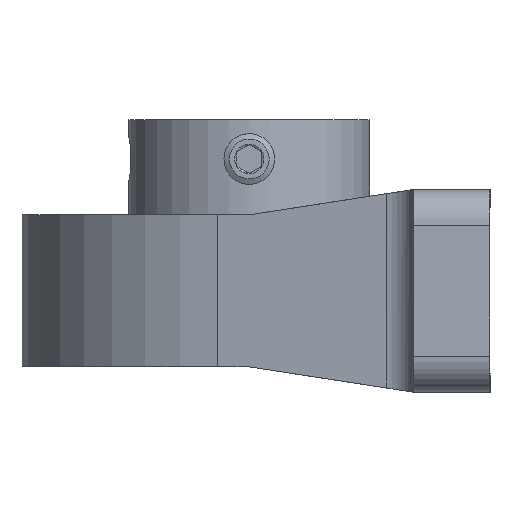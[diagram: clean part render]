
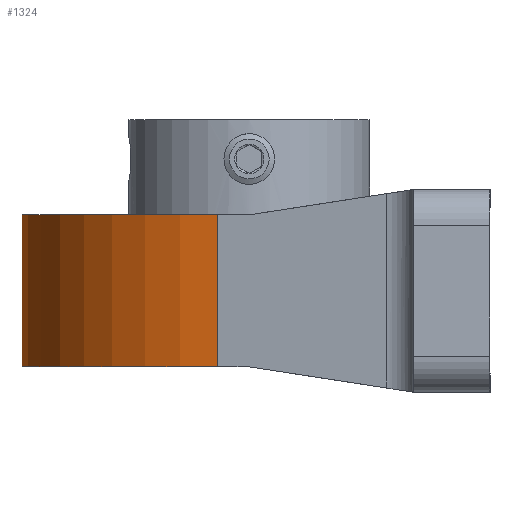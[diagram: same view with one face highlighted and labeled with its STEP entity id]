
A CAD part, left-side view. The second image highlights one B-rep face of the part: STEP entity #1324.
In plain terms, the highlighted cylindrical face has radius 18 mm (diameter 36 mm), a partial arc.
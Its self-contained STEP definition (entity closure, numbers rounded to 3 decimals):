
#123=LINE('',#2727,#221);
#126=LINE('',#2733,#224);
#221=VECTOR('',#2234,1000.);
#224=VECTOR('',#2239,1000.);
#251=CYLINDRICAL_SURFACE('',#1934,18.);
#322=CIRCLE('',#1870,18.);
#336=CIRCLE('',#1890,18.);
#630=ORIENTED_EDGE('',*,*,#847,.T.);
#631=ORIENTED_EDGE('',*,*,#750,.F.);
#632=ORIENTED_EDGE('',*,*,#850,.F.);
#633=ORIENTED_EDGE('',*,*,#799,.T.);
#750=EDGE_CURVE('',#912,#913,#322,.T.);
#799=EDGE_CURVE('',#958,#957,#336,.T.);
#847=EDGE_CURVE('',#957,#913,#123,.T.);
#850=EDGE_CURVE('',#958,#912,#126,.T.);
#912=VERTEX_POINT('',#2537);
#913=VERTEX_POINT('',#2538);
#957=VERTEX_POINT('',#2636);
#958=VERTEX_POINT('',#2638);
#1089=EDGE_LOOP('',(#630,#631,#632,#633));
#1209=FACE_BOUND('',#1089,.T.);
#1324=ADVANCED_FACE('',(#1209),#251,.T.);
#1870=AXIS2_PLACEMENT_3D('',#2536,#2069,#2070);
#1890=AXIS2_PLACEMENT_3D('',#2637,#2144,#2145);
#1934=AXIS2_PLACEMENT_3D('',#2766,#2283,#2284);
#2069=DIRECTION('',(0.,0.,-1.));
#2070=DIRECTION('',(-1.,0.,0.));
#2144=DIRECTION('',(0.,0.,-1.));
#2145=DIRECTION('',(-1.,0.,0.));
#2234=DIRECTION('',(0.,0.,-1.));
#2239=DIRECTION('',(0.,0.,-1.));
#2283=DIRECTION('',(0.,0.,-1.));
#2284=DIRECTION('',(-1.,0.,0.));
#2536=CARTESIAN_POINT('',(0.,19.,-6.));
#2537=CARTESIAN_POINT('',(-17.825,21.501,-6.));
#2538=CARTESIAN_POINT('',(17.825,21.501,-6.));
#2636=CARTESIAN_POINT('',(17.825,21.501,6.));
#2637=CARTESIAN_POINT('',(0.,19.,6.));
#2638=CARTESIAN_POINT('',(-17.825,21.501,6.));
#2727=CARTESIAN_POINT('',(17.825,21.501,8.));
#2733=CARTESIAN_POINT('',(-17.825,21.501,8.));
#2766=CARTESIAN_POINT('',(0.,19.,-4.));
